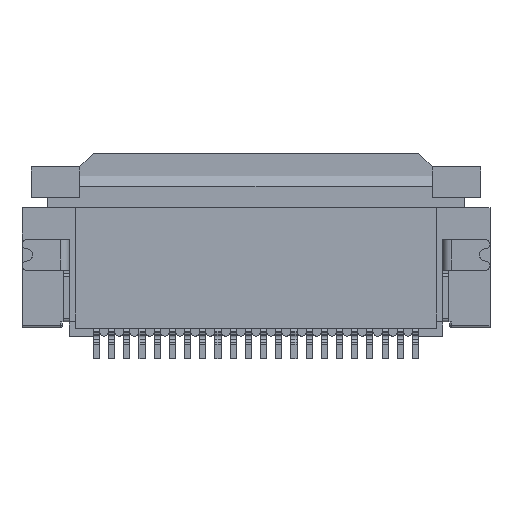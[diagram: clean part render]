
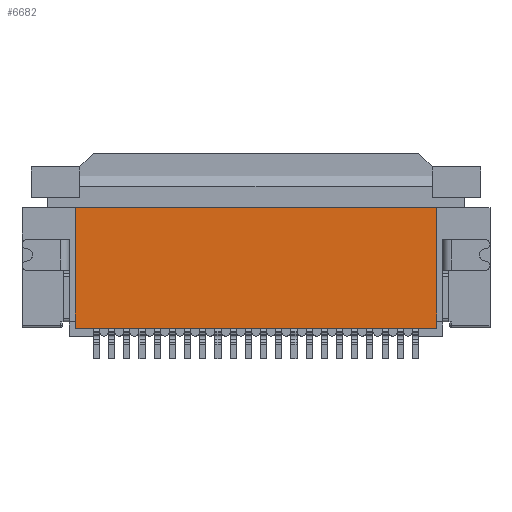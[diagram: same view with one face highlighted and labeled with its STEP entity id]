
A CAD part, front view. The second image highlights one B-rep face of the part: STEP entity #6682.
In plain terms, the highlighted planar face has unit normal (0, -1, 0).
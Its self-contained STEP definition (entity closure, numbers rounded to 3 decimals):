
#1036 = ORIENTED_EDGE ( 'NONE', *, *, #1431, .T. ) ;
#1431 = EDGE_CURVE ( 'NONE', #8863, #3560, #14671, .T. ) ;
#1524 = CARTESIAN_POINT ( 'NONE',  ( 5.95, 0.05, 1.55 ) ) ;
#3560 = VERTEX_POINT ( 'NONE', #16940 ) ;
#4460 = VERTEX_POINT ( 'NONE', #32403 ) ;
#4723 = DIRECTION ( 'NONE',  ( 1., 0., 0. ) ) ;
#4836 = VECTOR ( 'NONE', #34627, 1000. ) ;
#5452 = EDGE_CURVE ( 'NONE', #4460, #19223, #30546, .T. ) ;
#6682 = ADVANCED_FACE ( 'NONE', ( #17984 ), #34586, .T. ) ;
#8564 = DIRECTION ( 'NONE',  ( 0., 0., -1. ) ) ;
#8863 = VERTEX_POINT ( 'NONE', #23364 ) ;
#9449 = CARTESIAN_POINT ( 'NONE',  ( 4.5, 0.05, 0. ) ) ;
#9535 = DIRECTION ( 'NONE',  ( 0., 0., -1. ) ) ;
#13929 = ORIENTED_EDGE ( 'NONE', *, *, #15255, .F. ) ;
#14296 = CARTESIAN_POINT ( 'NONE',  ( -5.95, 0.05, 1.55 ) ) ;
#14671 = LINE ( 'NONE', #14296, #4836 ) ;
#15004 = VECTOR ( 'NONE', #4723, 1000. ) ;
#15247 = EDGE_LOOP ( 'NONE', ( #1036, #25478, #30593, #13929 ) ) ;
#15255 = EDGE_CURVE ( 'NONE', #8863, #19223, #27521, .T. ) ;
#15405 = LINE ( 'NONE', #30031, #30088 ) ;
#16940 = CARTESIAN_POINT ( 'NONE',  ( -5.95, 0.05, 1.55 ) ) ;
#17473 = AXIS2_PLACEMENT_3D ( 'NONE', #9449, #34204, #8564 ) ;
#17984 = FACE_OUTER_BOUND ( 'NONE', #15247, .T. ) ;
#18953 = CARTESIAN_POINT ( 'NONE',  ( -5.95, 0.05, -2.405 ) ) ;
#19223 = VERTEX_POINT ( 'NONE', #35435 ) ;
#23364 = CARTESIAN_POINT ( 'NONE',  ( 5.95, 0.05, 1.55 ) ) ;
#23924 = EDGE_CURVE ( 'NONE', #3560, #4460, #15405, .T. ) ;
#24684 = DIRECTION ( 'NONE',  ( 0., 0., -1. ) ) ;
#25478 = ORIENTED_EDGE ( 'NONE', *, *, #23924, .T. ) ;
#27521 = LINE ( 'NONE', #1524, #28092 ) ;
#28092 = VECTOR ( 'NONE', #24684, 1000. ) ;
#30031 = CARTESIAN_POINT ( 'NONE',  ( -5.95, 0.05, 1.55 ) ) ;
#30088 = VECTOR ( 'NONE', #9535, 1000. ) ;
#30546 = LINE ( 'NONE', #18953, #15004 ) ;
#30593 = ORIENTED_EDGE ( 'NONE', *, *, #5452, .T. ) ;
#32403 = CARTESIAN_POINT ( 'NONE',  ( -5.95, 0.05, -2.405 ) ) ;
#34204 = DIRECTION ( 'NONE',  ( 0., -1., 0. ) ) ;
#34586 = PLANE ( 'NONE',  #17473 ) ;
#34627 = DIRECTION ( 'NONE',  ( -1., 0., 0. ) ) ;
#35435 = CARTESIAN_POINT ( 'NONE',  ( 5.95, 0.05, -2.405 ) ) ;
